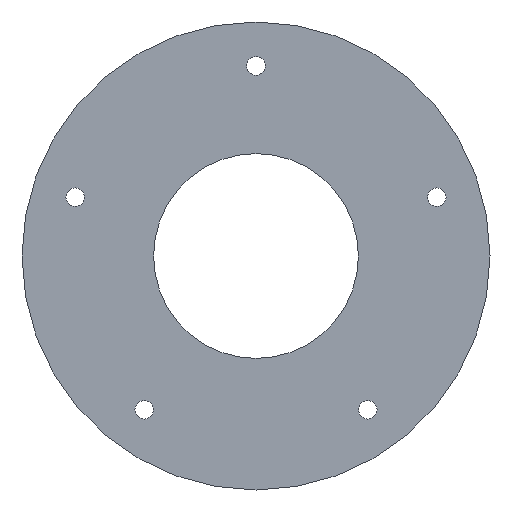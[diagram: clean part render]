
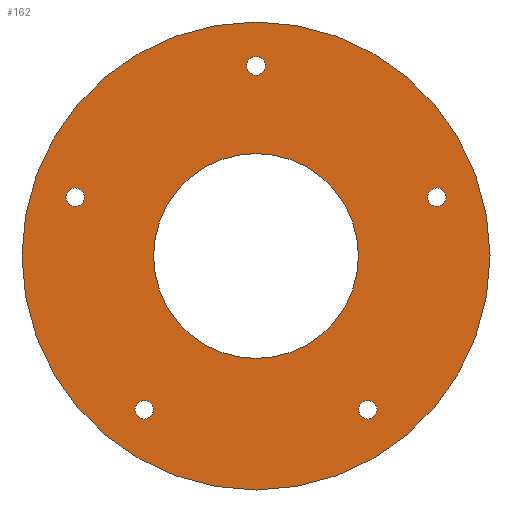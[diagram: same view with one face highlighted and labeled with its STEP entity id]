
A CAD part, left-side view. The second image highlights one B-rep face of the part: STEP entity #162.
In plain terms, the highlighted planar face has unit normal (-1, 0, 0).
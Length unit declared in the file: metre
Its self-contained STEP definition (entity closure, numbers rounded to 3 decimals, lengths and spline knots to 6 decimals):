
#20=PLANE('',#198);
#36=ORIENTED_EDGE('',*,*,#60,.F.);
#37=ORIENTED_EDGE('',*,*,#58,.F.);
#38=ORIENTED_EDGE('',*,*,#56,.F.);
#39=ORIENTED_EDGE('',*,*,#54,.T.);
#40=ORIENTED_EDGE('',*,*,#52,.F.);
#41=ORIENTED_EDGE('',*,*,#50,.F.);
#42=ORIENTED_EDGE('',*,*,#62,.F.);
#50=EDGE_CURVE('',#64,#64,#78,.T.);
#52=EDGE_CURVE('',#66,#66,#80,.T.);
#54=EDGE_CURVE('',#68,#68,#82,.T.);
#56=EDGE_CURVE('',#70,#70,#84,.T.);
#58=EDGE_CURVE('',#72,#72,#86,.T.);
#60=EDGE_CURVE('',#74,#74,#88,.T.);
#62=EDGE_CURVE('',#76,#76,#90,.T.);
#64=VERTEX_POINT('',#251);
#66=VERTEX_POINT('',#256);
#68=VERTEX_POINT('',#261);
#70=VERTEX_POINT('',#266);
#72=VERTEX_POINT('',#271);
#74=VERTEX_POINT('',#276);
#76=VERTEX_POINT('',#281);
#78=CIRCLE('',#178,0.002019);
#80=CIRCLE('',#181,0.002019);
#82=CIRCLE('',#184,0.022225);
#84=CIRCLE('',#187,0.002019);
#86=CIRCLE('',#190,0.002019);
#88=CIRCLE('',#193,0.002019);
#90=CIRCLE('',#196,0.0508);
#106=EDGE_LOOP('',(#36));
#107=EDGE_LOOP('',(#37));
#108=EDGE_LOOP('',(#38));
#109=EDGE_LOOP('',(#39));
#110=EDGE_LOOP('',(#40));
#111=EDGE_LOOP('',(#41));
#112=EDGE_LOOP('',(#42));
#134=FACE_BOUND('',#106,.T.);
#135=FACE_BOUND('',#107,.T.);
#136=FACE_BOUND('',#108,.T.);
#137=FACE_BOUND('',#109,.T.);
#138=FACE_BOUND('',#110,.T.);
#139=FACE_BOUND('',#111,.T.);
#140=FACE_BOUND('',#112,.T.);
#162=ADVANCED_FACE('',(#134,#135,#136,#137,#138,#139,#140),#20,.T.);
#178=AXIS2_PLACEMENT_3D('',#250,#204,#205);
#181=AXIS2_PLACEMENT_3D('',#255,#210,#211);
#184=AXIS2_PLACEMENT_3D('',#260,#216,#217);
#187=AXIS2_PLACEMENT_3D('',#265,#222,#223);
#190=AXIS2_PLACEMENT_3D('',#270,#228,#229);
#193=AXIS2_PLACEMENT_3D('',#275,#234,#235);
#196=AXIS2_PLACEMENT_3D('',#280,#240,#241);
#198=AXIS2_PLACEMENT_3D('',#284,#244,#245);
#204=DIRECTION('',(-1.,0.,0.));
#205=DIRECTION('',(0.,-1.,0.));
#210=DIRECTION('',(-1.,0.,0.));
#211=DIRECTION('',(0.,-1.,0.));
#216=DIRECTION('',(1.,0.,0.));
#217=DIRECTION('',(0.,1.,0.));
#222=DIRECTION('',(-1.,0.,0.));
#223=DIRECTION('',(0.,-1.,0.));
#228=DIRECTION('',(-1.,0.,0.));
#229=DIRECTION('',(0.,-1.,0.));
#234=DIRECTION('',(-1.,0.,0.));
#235=DIRECTION('',(0.,-1.,0.));
#240=DIRECTION('',(1.,0.,0.));
#241=DIRECTION('',(0.,1.,0.));
#244=DIRECTION('',(-1.,0.,0.));
#245=DIRECTION('',(0.,1.,0.));
#250=CARTESIAN_POINT('',(-0.361517,-0.137546,0.046255));
#251=CARTESIAN_POINT('',(-0.361517,-0.139565,0.046255));
#255=CARTESIAN_POINT('',(-0.361517,-0.201062,0.000108));
#256=CARTESIAN_POINT('',(-0.361517,-0.203081,0.000108));
#260=CARTESIAN_POINT('',(-0.361517,-0.176801,0.0335));
#261=CARTESIAN_POINT('',(-0.361517,-0.154576,0.0335));
#265=CARTESIAN_POINT('',(-0.361517,-0.15254,0.000108));
#266=CARTESIAN_POINT('',(-0.361517,-0.154559,0.000108));
#270=CARTESIAN_POINT('',(-0.361517,-0.216056,0.046255));
#271=CARTESIAN_POINT('',(-0.361517,-0.218075,0.046255));
#275=CARTESIAN_POINT('',(-0.361517,-0.176801,0.074775));
#276=CARTESIAN_POINT('',(-0.361517,-0.17882,0.074775));
#280=CARTESIAN_POINT('',(-0.361517,-0.176801,0.0335));
#281=CARTESIAN_POINT('',(-0.361517,-0.126001,0.0335));
#284=CARTESIAN_POINT('',(-0.361517,-0.146598,0.026697));
